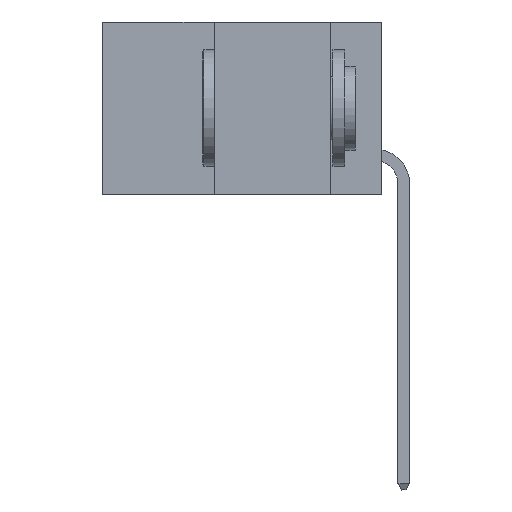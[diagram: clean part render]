
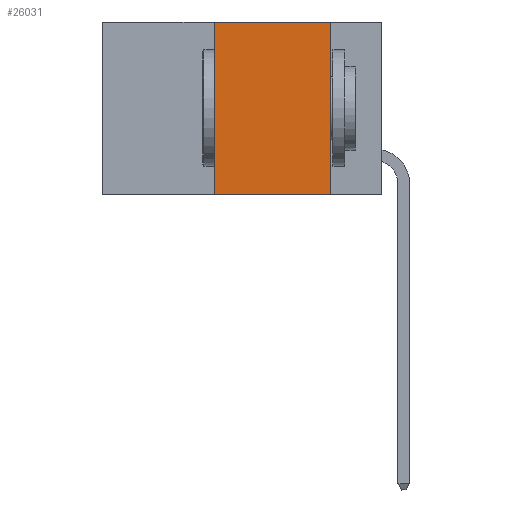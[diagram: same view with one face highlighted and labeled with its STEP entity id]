
A CAD part, left-side view. The second image highlights one B-rep face of the part: STEP entity #26031.
In plain terms, the highlighted planar face has unit normal (-1, 0, 0).
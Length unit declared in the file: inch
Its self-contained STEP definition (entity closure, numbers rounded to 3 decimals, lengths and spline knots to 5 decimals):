
#2 = EDGE_LOOP ( 'NONE', ( #13094, #26924, #30010, #31161 ) ) ;
#1731 = CARTESIAN_POINT ( 'NONE',  ( 0., 0.11, 0. ) ) ;
#1831 = AXIS2_PLACEMENT_3D ( 'NONE', #8164, #16151, #19026 ) ;
#3507 = DIRECTION ( 'NONE',  ( 0., -1., 0. ) ) ;
#4146 = VERTEX_POINT ( 'NONE', #11491 ) ;
#4390 = VERTEX_POINT ( 'NONE', #10042 ) ;
#5504 = PLANE ( 'NONE',  #1831 ) ;
#6347 = CARTESIAN_POINT ( 'NONE',  ( 0., 0.11, -0.37 ) ) ;
#8164 = CARTESIAN_POINT ( 'NONE',  ( 0., 0.6, 0. ) ) ;
#8549 = EDGE_CURVE ( 'NONE', #14280, #15787, #26081, .T. ) ;
#10042 = CARTESIAN_POINT ( 'NONE',  ( 0., 0.11, 0. ) ) ;
#10349 = DIRECTION ( 'NONE',  ( 0., 0., 1. ) ) ;
#11491 = CARTESIAN_POINT ( 'NONE',  ( 0., 0.36, 0. ) ) ;
#11777 = DIRECTION ( 'NONE',  ( 0., 0., -1. ) ) ;
#11850 = VECTOR ( 'NONE', #10349, 39.37008 ) ;
#12760 = VECTOR ( 'NONE', #25416, 39.37008 ) ;
#13094 = ORIENTED_EDGE ( 'NONE', *, *, #29206, .F. ) ;
#14280 = VERTEX_POINT ( 'NONE', #32051 ) ;
#15457 = CARTESIAN_POINT ( 'NONE',  ( 0., 0.36, 0. ) ) ;
#15787 = VERTEX_POINT ( 'NONE', #6347 ) ;
#16151 = DIRECTION ( 'NONE',  ( 1., 0., 0. ) ) ;
#17712 = LINE ( 'NONE', #15457, #11850 ) ;
#18304 = VECTOR ( 'NONE', #11777, 39.37008 ) ;
#19026 = DIRECTION ( 'NONE',  ( 0., 0., -1. ) ) ;
#19107 = LINE ( 'NONE', #1731, #18304 ) ;
#21827 = FACE_OUTER_BOUND ( 'NONE', #2, .T. ) ;
#22739 = CARTESIAN_POINT ( 'NONE',  ( 0., 0.6, 0. ) ) ;
#24972 = CARTESIAN_POINT ( 'NONE',  ( 0., 0.6, -0.37 ) ) ;
#25416 = DIRECTION ( 'NONE',  ( 0., -1., 0. ) ) ;
#26031 = ADVANCED_FACE ( 'NONE', ( #21827 ), #5504, .F. ) ;
#26081 = LINE ( 'NONE', #24972, #33945 ) ;
#26353 = EDGE_CURVE ( 'NONE', #14280, #4146, #17712, .T. ) ;
#26924 = ORIENTED_EDGE ( 'NONE', *, *, #33733, .F. ) ;
#29206 = EDGE_CURVE ( 'NONE', #4390, #15787, #19107, .T. ) ;
#30010 = ORIENTED_EDGE ( 'NONE', *, *, #26353, .F. ) ;
#31161 = ORIENTED_EDGE ( 'NONE', *, *, #8549, .T. ) ;
#32051 = CARTESIAN_POINT ( 'NONE',  ( 0., 0.36, -0.37 ) ) ;
#32253 = LINE ( 'NONE', #22739, #12760 ) ;
#33733 = EDGE_CURVE ( 'NONE', #4146, #4390, #32253, .T. ) ;
#33945 = VECTOR ( 'NONE', #3507, 39.37008 ) ;
